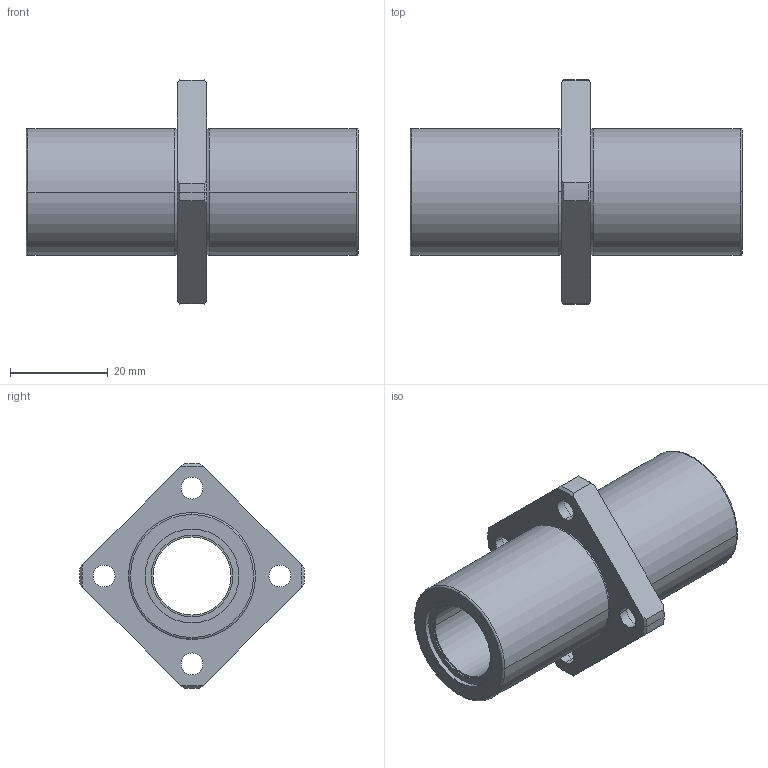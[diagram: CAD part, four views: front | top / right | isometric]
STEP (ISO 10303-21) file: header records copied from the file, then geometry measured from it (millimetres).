
FILE_DESCRIPTION(('STEP AP214'),'1');
FILE_NAME('bearing_kbkc16guu.stp','2019-09-22T22:17:28',('TraceParts'),('TraceParts S.A.'),'Spatial InterOp 3D',' ',' ');
FILE_SCHEMA(('AUTOMOTIVE_DESIGN { 1 0 10303 214 1 1 1 1 }'));
Length unit declared in the file: millimetre
Products named in the file (1): bearing_kbkc16guu
Bounding box: 68 x 46 x 45.98 mm (x, y, z)
Volume: 25485.7 mm3; surface area: 11694.9 mm2
Topology: 1 solids, 1 shells, 72 faces, 180 edges, 120 vertices
Faces by surface type: cylinder 36, plane 16, cone 12, torus 8
Entity records: 2812 total; most frequent: DIRECTION 422, CARTESIAN_POINT 405, ORIENTED_EDGE 360, AXIS2_PLACEMENT_3D 185, EDGE_CURVE 180, VERTEX_POINT 120, CIRCLE 112, EDGE_LOOP 92
